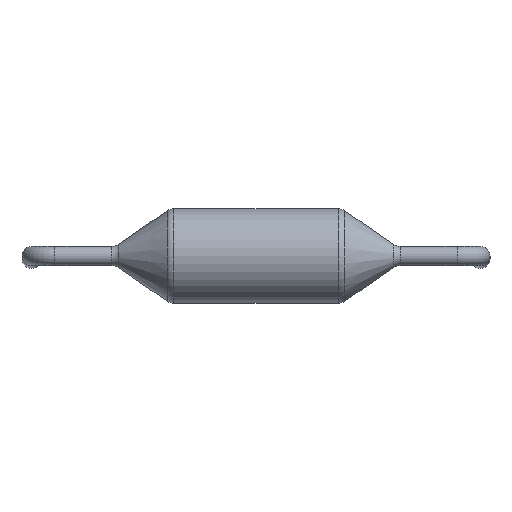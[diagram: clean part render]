
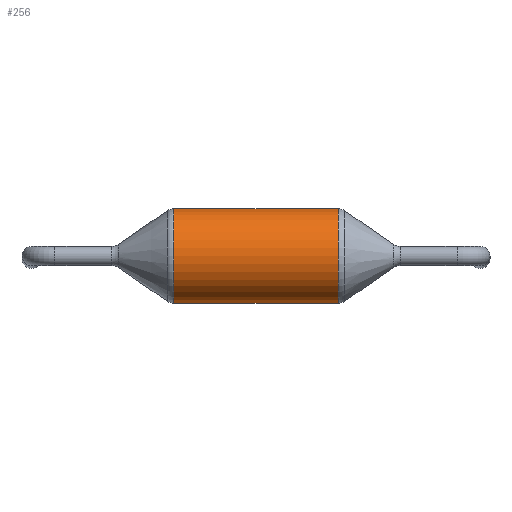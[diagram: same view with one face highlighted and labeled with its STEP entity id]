
A CAD part, top view. The second image highlights one B-rep face of the part: STEP entity #256.
In plain terms, the highlighted cylindrical face has radius 1.015 mm (diameter 2.03 mm), a full revolution.
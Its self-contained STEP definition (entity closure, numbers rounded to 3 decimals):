
#33=CYLINDRICAL_SURFACE('',#298,1.015);
#39=LINE('',#466,#46);
#46=VECTOR('',#365,1.015);
#57=FACE_OUTER_BOUND('',#76,.T.);
#76=EDGE_LOOP('',(#189,#190,#191,#192));
#96=CIRCLE('',#296,1.015);
#98=CIRCLE('',#299,1.015);
#123=VERTEX_POINT('',#460);
#124=VERTEX_POINT('',#464);
#147=EDGE_CURVE('',#123,#123,#96,.T.);
#149=EDGE_CURVE('',#124,#124,#98,.T.);
#150=EDGE_CURVE('',#124,#123,#39,.T.);
#189=ORIENTED_EDGE('',*,*,#149,.F.);
#190=ORIENTED_EDGE('',*,*,#150,.T.);
#191=ORIENTED_EDGE('',*,*,#147,.T.);
#192=ORIENTED_EDGE('',*,*,#150,.F.);
#256=ADVANCED_FACE('',(#57),#33,.T.);
#296=AXIS2_PLACEMENT_3D('',#461,#357,#358);
#298=AXIS2_PLACEMENT_3D('',#463,#361,#362);
#299=AXIS2_PLACEMENT_3D('',#465,#363,#364);
#357=DIRECTION('center_axis',(-1.,0.,0.));
#358=DIRECTION('ref_axis',(0.,0.,1.));
#361=DIRECTION('center_axis',(-1.,0.,0.));
#362=DIRECTION('ref_axis',(0.,0.,1.));
#363=DIRECTION('center_axis',(-1.,0.,0.));
#364=DIRECTION('ref_axis',(0.,0.,1.));
#365=DIRECTION('',(1.,0.,0.));
#460=CARTESIAN_POINT('',(1.764,1.015,-1.015));
#461=CARTESIAN_POINT('Origin',(1.764,1.015,0.));
#463=CARTESIAN_POINT('Origin',(-4.248,1.015,0.));
#464=CARTESIAN_POINT('',(-1.764,1.015,-1.015));
#465=CARTESIAN_POINT('Origin',(-1.764,1.015,0.));
#466=CARTESIAN_POINT('',(-4.248,1.015,-1.015));
